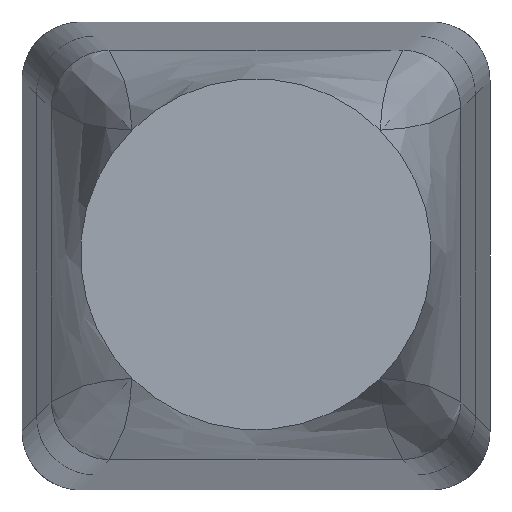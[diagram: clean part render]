
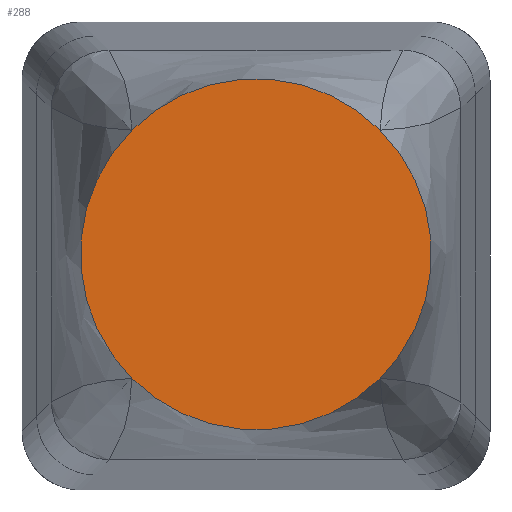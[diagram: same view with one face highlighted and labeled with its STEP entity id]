
A CAD part, top view. The second image highlights one B-rep face of the part: STEP entity #288.
In plain terms, the highlighted planar face has unit normal (0, 0, 1).
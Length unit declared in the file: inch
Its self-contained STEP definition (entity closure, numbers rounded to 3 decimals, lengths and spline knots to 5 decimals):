
#89 = DIRECTION ( 'NONE',  ( 1., 0., 0. ) ) ;
#189 = VERTEX_POINT ( 'NONE', #2968 ) ;
#237 = DIRECTION ( 'NONE',  ( 0., 0., 1. ) ) ;
#240 = EDGE_CURVE ( 'NONE', #1764, #1876, #722, .T. ) ;
#288 = ADVANCED_FACE ( 'NONE', ( #1924 ), #384, .T. ) ;
#322 = DIRECTION ( 'NONE',  ( 1., 0., 0. ) ) ;
#363 = AXIS2_PLACEMENT_3D ( 'NONE', #572, #929, #89 ) ;
#384 = PLANE ( 'NONE',  #2609 ) ;
#462 = ORIENTED_EDGE ( 'NONE', *, *, #2752, .T. ) ;
#497 = CARTESIAN_POINT ( 'NONE',  ( 1.06066, -1.06066, 8.499 ) ) ;
#572 = CARTESIAN_POINT ( 'NONE',  ( 0., 0., 8.499 ) ) ;
#607 = DIRECTION ( 'NONE',  ( 0., 0., 1. ) ) ;
#669 = CIRCLE ( 'NONE', #1847, 1.5 ) ;
#722 = CIRCLE ( 'NONE', #1351, 1.5 ) ;
#816 = EDGE_CURVE ( 'NONE', #1876, #2832, #2039, .T. ) ;
#884 = ORIENTED_EDGE ( 'NONE', *, *, #3650, .T. ) ;
#929 = DIRECTION ( 'NONE',  ( 0., 0., 1. ) ) ;
#1054 = DIRECTION ( 'NONE',  ( 1., 0., 0. ) ) ;
#1143 = DIRECTION ( 'NONE',  ( 1., 0., 0. ) ) ;
#1249 = DIRECTION ( 'NONE',  ( 1., 0., 0. ) ) ;
#1286 = DIRECTION ( 'NONE',  ( 0., 0., 1. ) ) ;
#1289 = AXIS2_PLACEMENT_3D ( 'NONE', #3832, #237, #1143 ) ;
#1351 = AXIS2_PLACEMENT_3D ( 'NONE', #1526, #607, #322 ) ;
#1526 = CARTESIAN_POINT ( 'NONE',  ( 0., 0., 8.499 ) ) ;
#1764 = VERTEX_POINT ( 'NONE', #3228 ) ;
#1832 = ORIENTED_EDGE ( 'NONE', *, *, #240, .T. ) ;
#1847 = AXIS2_PLACEMENT_3D ( 'NONE', #3182, #3740, #1054 ) ;
#1876 = VERTEX_POINT ( 'NONE', #497 ) ;
#1924 = FACE_OUTER_BOUND ( 'NONE', #2485, .T. ) ;
#2039 = CIRCLE ( 'NONE', #363, 1.5 ) ;
#2485 = EDGE_LOOP ( 'NONE', ( #884, #1832, #2599, #462 ) ) ;
#2599 = ORIENTED_EDGE ( 'NONE', *, *, #816, .T. ) ;
#2609 = AXIS2_PLACEMENT_3D ( 'NONE', #3099, #1286, #1249 ) ;
#2752 = EDGE_CURVE ( 'NONE', #2832, #189, #3673, .T. ) ;
#2832 = VERTEX_POINT ( 'NONE', #3091 ) ;
#2968 = CARTESIAN_POINT ( 'NONE',  ( -1.06066, 1.06066, 8.499 ) ) ;
#3091 = CARTESIAN_POINT ( 'NONE',  ( 1.06066, 1.06066, 8.499 ) ) ;
#3099 = CARTESIAN_POINT ( 'NONE',  ( 0., 0., 8.499 ) ) ;
#3182 = CARTESIAN_POINT ( 'NONE',  ( 0., 0., 8.499 ) ) ;
#3228 = CARTESIAN_POINT ( 'NONE',  ( -1.06066, -1.06066, 8.499 ) ) ;
#3650 = EDGE_CURVE ( 'NONE', #189, #1764, #669, .T. ) ;
#3673 = CIRCLE ( 'NONE', #1289, 1.5 ) ;
#3740 = DIRECTION ( 'NONE',  ( 0., 0., 1. ) ) ;
#3832 = CARTESIAN_POINT ( 'NONE',  ( 0., 0., 8.499 ) ) ;
